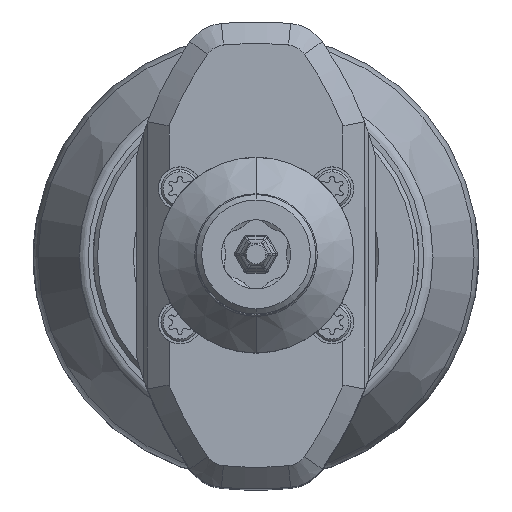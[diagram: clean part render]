
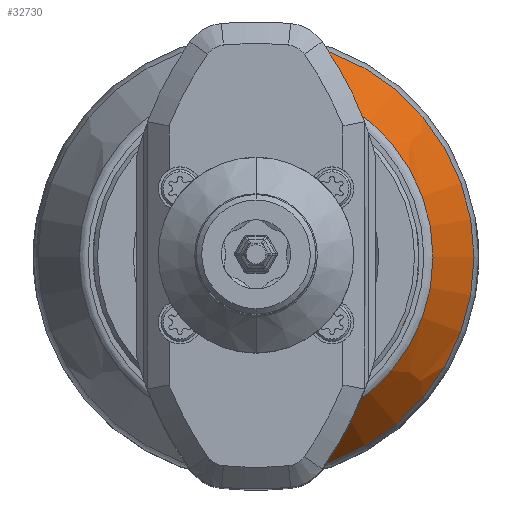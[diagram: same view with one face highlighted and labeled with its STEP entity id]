
A CAD part, top view. The second image highlights one B-rep face of the part: STEP entity #32730.
In plain terms, the highlighted free-form (B-spline) face has degree [3, 3] with [4, 4] control points.
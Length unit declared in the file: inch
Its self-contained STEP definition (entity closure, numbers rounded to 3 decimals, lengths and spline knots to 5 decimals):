
#12166=CARTESIAN_POINT('',(0.,0.,-0.98681));
#12167=DIRECTION('',(0.,0.,1.));
#12168=DIRECTION('',(0.,-1.,0.));
#12169=AXIS2_PLACEMENT_3D('',#12166,#12167,#12168);
#12171=CARTESIAN_POINT('',(0.,-1.18788,-2.14509));
#12172=DIRECTION('',(1.,0.,0.));
#12173=DIRECTION('',(0.,0.913,0.407));
#12174=AXIS2_PLACEMENT_3D('',#12171,#12172,#12173);
#12176=CARTESIAN_POINT('',(0.,0.,-1.26387));
#12177=DIRECTION('',(0.,0.,1.));
#12178=DIRECTION('',(0.,-1.,0.));
#12179=AXIS2_PLACEMENT_3D('',#12176,#12177,#12178);
#12181=CARTESIAN_POINT('',(0.,1.18788,-2.14509));
#12182=DIRECTION('',(-1.,0.,0.));
#12183=DIRECTION('',(0.,-0.913,0.407));
#12184=AXIS2_PLACEMENT_3D('',#12181,#12182,#12183);
#19518=CARTESIAN_POINT('',(0.,0.79005,-1.26387));
#19519=CARTESIAN_POINT('',(0.,-0.79005,-1.26387));
#19520=VERTEX_POINT('',#19518);
#19521=VERTEX_POINT('',#19519);
#19530=CARTESIAN_POINT('',(0.,0.64164,-0.98681));
#19531=CARTESIAN_POINT('',(0.,-0.64164,-0.98681));
#19532=VERTEX_POINT('',#19530);
#19533=VERTEX_POINT('',#19531);
#32704=CARTESIAN_POINT('',(0.,-0.79005,-1.26387));
#32705=CARTESIAN_POINT('',(0.,-0.74734,-1.168));
#32706=CARTESIAN_POINT('',(0.,-0.69778,-1.07549));
#32707=CARTESIAN_POINT('',(0.,-0.64164,-0.98681));
#32708=CARTESIAN_POINT('',(1.5801,-0.79005,
-1.26387));
#32709=CARTESIAN_POINT('',(1.49467,-0.74734,
-1.168));
#32710=CARTESIAN_POINT('',(1.39556,-0.69778,
-1.07549));
#32711=CARTESIAN_POINT('',(1.28329,-0.64164,
-0.98681));
#32712=CARTESIAN_POINT('',(1.5801,0.79005,
-1.26387));
#32713=CARTESIAN_POINT('',(1.49467,0.74734,
-1.168));
#32714=CARTESIAN_POINT('',(1.39556,0.69778,
-1.07549));
#32715=CARTESIAN_POINT('',(1.28329,0.64164,
-0.98681));
#32716=CARTESIAN_POINT('',(0.,0.79005,-1.26387));
#32717=CARTESIAN_POINT('',(0.,0.74734,-1.168));
#32718=CARTESIAN_POINT('',(0.,0.69778,-1.07549));
#32719=CARTESIAN_POINT('',(0.,0.64164,-0.98681));
#32720=(BOUNDED_SURFACE()B_SPLINE_SURFACE(3,3,((#32704,#32705,#32706,#32707),(
#32708,#32709,#32710,#32711),(#32712,#32713,#32714,#32715),(#32716,#32717,
#32718,#32719)),.UNSPECIFIED.,.F.,.F.,.F.)B_SPLINE_SURFACE_WITH_KNOTS((4,4),(4,
4),(0.,1.),(0.,1.),.UNSPECIFIED.)GEOMETRIC_REPRESENTATION_ITEM()RATIONAL_B_SPLINE_SURFACE(((2.003,1.999,1.999,
2.003),(0.668,0.666,0.666,
0.668),(0.668,0.666,0.666,
0.668),(2.003,1.999,1.999,
2.003)))REPRESENTATION_ITEM('')SURFACE());
#32721=ORIENTED_EDGE('',*,*,#32698,.T.);
#32723=ORIENTED_EDGE('',*,*,#32722,.F.);
#32725=ORIENTED_EDGE('',*,*,#32724,.F.);
#32727=ORIENTED_EDGE('',*,*,#32726,.T.);
#32728=EDGE_LOOP('',(#32721,#32723,#32725,#32727));
#32729=FACE_OUTER_BOUND('',#32728,.F.);
#32730=ADVANCED_FACE('',(#32729),#32720,.T.);
#12170=CIRCLE('',#12169,0.64164);
#12175=CIRCLE('',#12174,2.16535);
#12180=CIRCLE('',#12179,0.79005);
#12185=CIRCLE('',#12184,2.16535);
#32698=EDGE_CURVE('',#19533,#19532,#12170,.T.);
#32722=EDGE_CURVE('',#19520,#19532,#12175,.T.);
#32724=EDGE_CURVE('',#19521,#19520,#12180,.T.);
#32726=EDGE_CURVE('',#19521,#19533,#12185,.T.);
